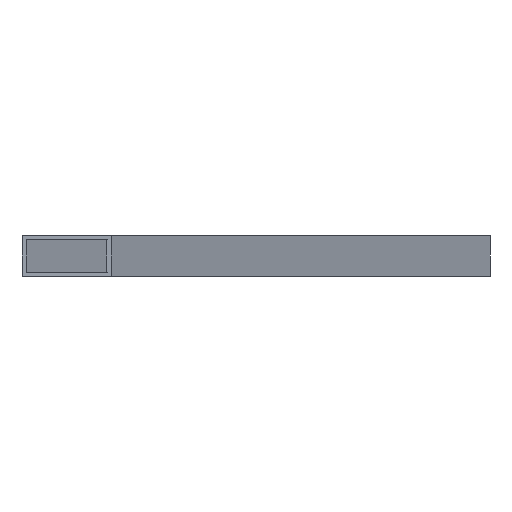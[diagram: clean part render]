
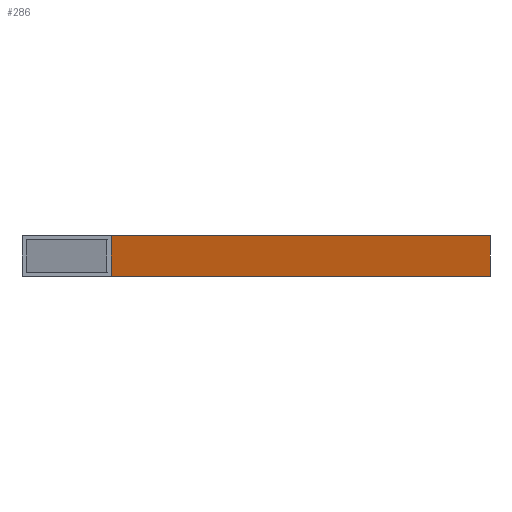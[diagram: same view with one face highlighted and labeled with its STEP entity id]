
A CAD part, front view. The second image highlights one B-rep face of the part: STEP entity #286.
In plain terms, the highlighted planar face has unit normal (0.919, -0.394, 0).
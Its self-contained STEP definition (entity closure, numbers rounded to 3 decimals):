
#20 = PLANE ( 'NONE',  #397 ) ;
#73 = CARTESIAN_POINT ( 'NONE',  ( -160., 526.526, -10. ) ) ;
#108 = VERTEX_POINT ( 'NONE', #1259 ) ;
#152 = CARTESIAN_POINT ( 'NONE',  ( -345., 95., 10. ) ) ;
#192 = EDGE_CURVE ( 'NONE', #477, #1036, #1542, .T. ) ;
#206 = CARTESIAN_POINT ( 'NONE',  ( -345., 95., 10. ) ) ;
#224 = CARTESIAN_POINT ( 'NONE',  ( -160., 526.526, 10. ) ) ;
#286 = ADVANCED_FACE ( 'NONE', ( #331 ), #20, .F. ) ;
#306 = EDGE_LOOP ( 'NONE', ( #711, #1702, #1051, #1023 ) ) ;
#331 = FACE_OUTER_BOUND ( 'NONE', #306, .T. ) ;
#355 = VECTOR ( 'NONE', #487, 1000. ) ;
#397 = AXIS2_PLACEMENT_3D ( 'NONE', #152, #606, #444 ) ;
#444 = DIRECTION ( 'NONE',  ( -0.394, -0.919, 0. ) ) ;
#477 = VERTEX_POINT ( 'NONE', #224 ) ;
#487 = DIRECTION ( 'NONE',  ( 0.394, 0.919, 0. ) ) ;
#538 = EDGE_CURVE ( 'NONE', #108, #1724, #926, .T. ) ;
#606 = DIRECTION ( 'NONE',  ( -0.919, 0.394, 0. ) ) ;
#695 = VECTOR ( 'NONE', #1096, 1000. ) ;
#711 = ORIENTED_EDGE ( 'NONE', *, *, #1795, .T. ) ;
#854 = DIRECTION ( 'NONE',  ( 0., 0., -1. ) ) ;
#885 = LINE ( 'NONE', #1338, #1169 ) ;
#905 = VECTOR ( 'NONE', #854, 1000. ) ;
#926 = LINE ( 'NONE', #206, #695 ) ;
#1023 = ORIENTED_EDGE ( 'NONE', *, *, #538, .T. ) ;
#1036 = VERTEX_POINT ( 'NONE', #73 ) ;
#1051 = ORIENTED_EDGE ( 'NONE', *, *, #1807, .F. ) ;
#1096 = DIRECTION ( 'NONE',  ( 0., 0., -1. ) ) ;
#1169 = VECTOR ( 'NONE', #1198, 1000. ) ;
#1198 = DIRECTION ( 'NONE',  ( 0.394, 0.919, 0. ) ) ;
#1259 = CARTESIAN_POINT ( 'NONE',  ( -345., 95., 10. ) ) ;
#1286 = CARTESIAN_POINT ( 'NONE',  ( -160., 526.526, 10. ) ) ;
#1338 = CARTESIAN_POINT ( 'NONE',  ( -345., 95., -10. ) ) ;
#1450 = CARTESIAN_POINT ( 'NONE',  ( -345., 95., 10. ) ) ;
#1542 = LINE ( 'NONE', #1286, #905 ) ;
#1602 = LINE ( 'NONE', #1450, #355 ) ;
#1702 = ORIENTED_EDGE ( 'NONE', *, *, #192, .F. ) ;
#1724 = VERTEX_POINT ( 'NONE', #1726 ) ;
#1726 = CARTESIAN_POINT ( 'NONE',  ( -345., 95., -10. ) ) ;
#1795 = EDGE_CURVE ( 'NONE', #1724, #1036, #885, .T. ) ;
#1807 = EDGE_CURVE ( 'NONE', #108, #477, #1602, .T. ) ;
